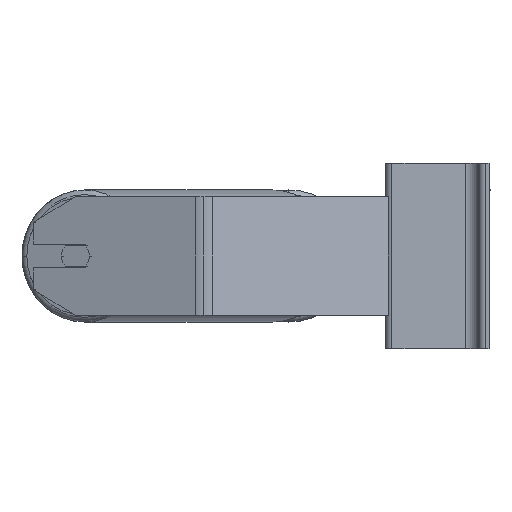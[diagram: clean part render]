
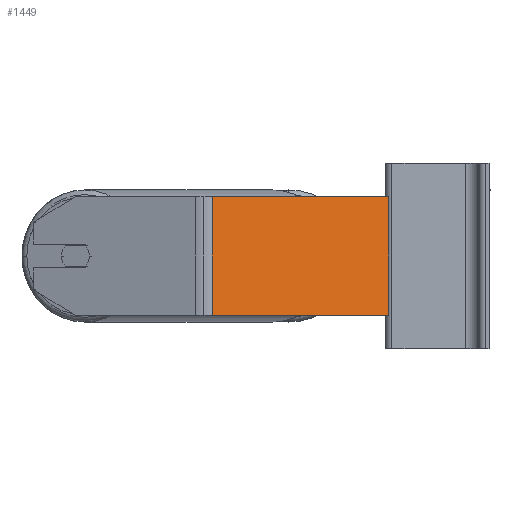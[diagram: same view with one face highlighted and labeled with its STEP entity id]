
A CAD part, left-side view. The second image highlights one B-rep face of the part: STEP entity #1449.
In plain terms, the highlighted planar face has unit normal (-0.94, -0.342, 0).
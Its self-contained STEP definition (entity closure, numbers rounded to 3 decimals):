
#321 = EDGE_CURVE ( 'NONE', #9813, #4801, #10221, .T. ) ;
#378 = VERTEX_POINT ( 'NONE', #5150 ) ;
#707 = CARTESIAN_POINT ( 'NONE',  ( -632.716, 140.129, 40. ) ) ;
#972 = EDGE_LOOP ( 'NONE', ( #5264, #5613, #4177, #5595 ) ) ;
#1009 = DIRECTION ( 'NONE',  ( 0., 0., -1. ) ) ;
#1221 = VECTOR ( 'NONE', #7200, 1000. ) ;
#1449 = ADVANCED_FACE ( 'NONE', ( #7357 ), #8055, .F. ) ;
#1454 = DIRECTION ( 'NONE',  ( -0.342, 0.94, 0. ) ) ;
#1664 = EDGE_CURVE ( 'NONE', #9813, #378, #3729, .T. ) ;
#2623 = VECTOR ( 'NONE', #1009, 1000. ) ;
#2689 = CARTESIAN_POINT ( 'NONE',  ( -587.518, 15.948, 40. ) ) ;
#2729 = CARTESIAN_POINT ( 'NONE',  ( -630.724, 134.657, 40. ) ) ;
#3729 = LINE ( 'NONE', #5275, #8633 ) ;
#4177 = ORIENTED_EDGE ( 'NONE', *, *, #1664, .F. ) ;
#4235 = CARTESIAN_POINT ( 'NONE',  ( -630.724, 134.657, 40. ) ) ;
#4462 = LINE ( 'NONE', #2689, #8497 ) ;
#4502 = AXIS2_PLACEMENT_3D ( 'NONE', #707, #9639, #1454 ) ;
#4801 = VERTEX_POINT ( 'NONE', #6667 ) ;
#5150 = CARTESIAN_POINT ( 'NONE',  ( -587.518, 15.948, 40. ) ) ;
#5210 = EDGE_CURVE ( 'NONE', #378, #9253, #4462, .T. ) ;
#5264 = ORIENTED_EDGE ( 'NONE', *, *, #8428, .T. ) ;
#5275 = CARTESIAN_POINT ( 'NONE',  ( -632.716, 140.129, 40. ) ) ;
#5595 = ORIENTED_EDGE ( 'NONE', *, *, #321, .T. ) ;
#5613 = ORIENTED_EDGE ( 'NONE', *, *, #5210, .F. ) ;
#6116 = DIRECTION ( 'NONE',  ( 0.342, -0.94, 0. ) ) ;
#6335 = LINE ( 'NONE', #8949, #1221 ) ;
#6667 = CARTESIAN_POINT ( 'NONE',  ( -630.724, 134.657, -40. ) ) ;
#7200 = DIRECTION ( 'NONE',  ( 0.342, -0.94, 0. ) ) ;
#7357 = FACE_OUTER_BOUND ( 'NONE', #972, .T. ) ;
#8055 = PLANE ( 'NONE',  #4502 ) ;
#8073 = CARTESIAN_POINT ( 'NONE',  ( -587.518, 15.948, -40. ) ) ;
#8428 = EDGE_CURVE ( 'NONE', #4801, #9253, #6335, .T. ) ;
#8496 = DIRECTION ( 'NONE',  ( 0., 0., -1. ) ) ;
#8497 = VECTOR ( 'NONE', #8496, 1000. ) ;
#8633 = VECTOR ( 'NONE', #6116, 1000. ) ;
#8949 = CARTESIAN_POINT ( 'NONE',  ( -632.716, 140.129, -40. ) ) ;
#9253 = VERTEX_POINT ( 'NONE', #8073 ) ;
#9639 = DIRECTION ( 'NONE',  ( 0.94, 0.342, 0. ) ) ;
#9813 = VERTEX_POINT ( 'NONE', #4235 ) ;
#10221 = LINE ( 'NONE', #2729, #2623 ) ;
